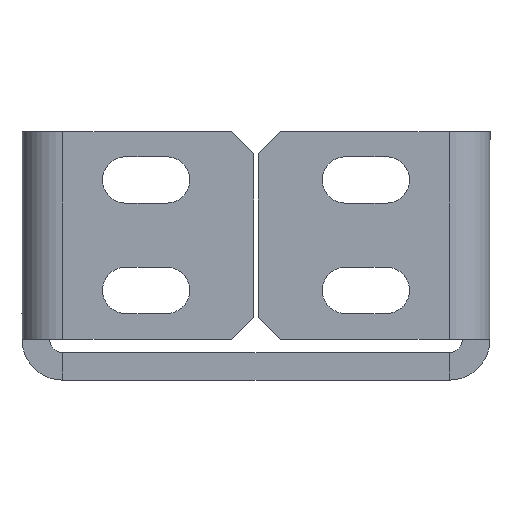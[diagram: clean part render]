
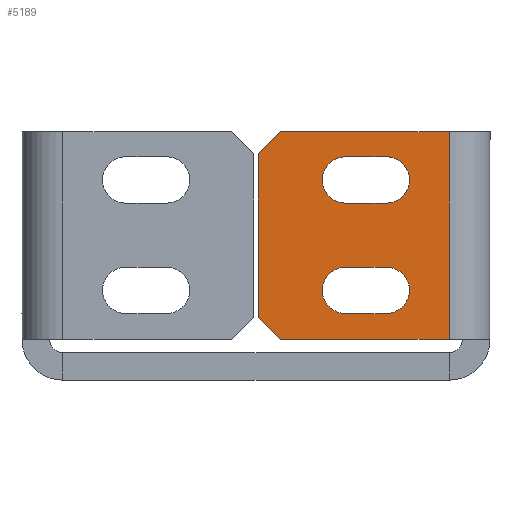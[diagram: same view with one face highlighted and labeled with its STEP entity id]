
A CAD part, front view. The second image highlights one B-rep face of the part: STEP entity #5189.
In plain terms, the highlighted planar face has unit normal (0, -1, 0).
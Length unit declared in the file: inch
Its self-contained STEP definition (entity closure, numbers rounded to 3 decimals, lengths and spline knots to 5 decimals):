
#39 = LINE ( 'NONE', #1869, #1000 ) ;
#54 = DIRECTION ( 'NONE',  ( 1., 0., 0. ) ) ;
#68 = DIRECTION ( 'NONE',  ( -1., 0., 0. ) ) ;
#110 = LINE ( 'NONE', #4856, #1058 ) ;
#115 = DIRECTION ( 'NONE',  ( 0., 1., 0. ) ) ;
#149 = DIRECTION ( 'NONE',  ( -1., 0., 0. ) ) ;
#175 = CARTESIAN_POINT ( 'NONE',  ( 0.405, -2.685, 0.7395 ) ) ;
#188 = ORIENTED_EDGE ( 'NONE', *, *, #5297, .T. ) ;
#217 = DIRECTION ( 'NONE',  ( -1., 0., 0. ) ) ;
#278 = LINE ( 'NONE', #2123, #2944 ) ;
#302 = ORIENTED_EDGE ( 'NONE', *, *, #3369, .T. ) ;
#324 = DIRECTION ( 'NONE',  ( 0., 0., -1. ) ) ;
#372 = CARTESIAN_POINT ( 'NONE',  ( 0.59, -2.685, 0.2395 ) ) ;
#377 = CARTESIAN_POINT ( 'NONE',  ( 0.59, -2.685, 0.3445 ) ) ;
#414 = ORIENTED_EDGE ( 'NONE', *, *, #4304, .T. ) ;
#446 = FACE_BOUND ( 'NONE', #3740, .T. ) ;
#487 = EDGE_LOOP ( 'NONE', ( #1813, #1327, #302, #1657, #2239, #414 ) ) ;
#488 = CARTESIAN_POINT ( 'NONE',  ( 0.01, -2.685, 0.9625 ) ) ;
#491 = EDGE_CURVE ( 'NONE', #813, #4487, #884, .T. ) ;
#499 = VERTEX_POINT ( 'NONE', #2505 ) ;
#533 = DIRECTION ( 'NONE',  ( -1., 0., 0. ) ) ;
#545 = CARTESIAN_POINT ( 'NONE',  ( 0.01, -2.685, 0.2225 ) ) ;
#652 = LINE ( 'NONE', #2477, #4984 ) ;
#669 = CARTESIAN_POINT ( 'NONE',  ( 0.59, -2.685, 0.9495 ) ) ;
#786 = DIRECTION ( 'NONE',  ( -1., 0., 0. ) ) ;
#813 = VERTEX_POINT ( 'NONE', #1193 ) ;
#825 = CARTESIAN_POINT ( 'NONE',  ( 0.11, -2.685, 0.1225 ) ) ;
#861 = EDGE_CURVE ( 'NONE', #499, #4743, #2008, .T. ) ;
#884 = LINE ( 'NONE', #4211, #4998 ) ;
#905 = CARTESIAN_POINT ( 'NONE',  ( 0.59, -2.685, 0.4495 ) ) ;
#907 = EDGE_CURVE ( 'NONE', #2819, #3381, #3529, .T. ) ;
#934 = AXIS2_PLACEMENT_3D ( 'NONE', #2109, #2003, #1670 ) ;
#980 = CARTESIAN_POINT ( 'NONE',  ( 0.405, -2.685, 0.9495 ) ) ;
#1000 = VECTOR ( 'NONE', #4158, 39.37008 ) ;
#1048 = CARTESIAN_POINT ( 'NONE',  ( 0.405, -2.685, 0.7395 ) ) ;
#1058 = VECTOR ( 'NONE', #3441, 39.37008 ) ;
#1097 = AXIS2_PLACEMENT_3D ( 'NONE', #3324, #3358, #68 ) ;
#1098 = DIRECTION ( 'NONE',  ( -1., 0., 0. ) ) ;
#1193 = CARTESIAN_POINT ( 'NONE',  ( 0.875, -2.685, 1.0625 ) ) ;
#1225 = VECTOR ( 'NONE', #2488, 39.37008 ) ;
#1264 = EDGE_CURVE ( 'NONE', #3597, #4189, #3347, .T. ) ;
#1296 = AXIS2_PLACEMENT_3D ( 'NONE', #2785, #2229, #5162 ) ;
#1317 = VERTEX_POINT ( 'NONE', #5233 ) ;
#1326 = CIRCLE ( 'NONE', #3322, 0.105 ) ;
#1327 = ORIENTED_EDGE ( 'NONE', *, *, #1953, .T. ) ;
#1362 = ORIENTED_EDGE ( 'NONE', *, *, #3487, .T. ) ;
#1506 = ORIENTED_EDGE ( 'NONE', *, *, #4029, .T. ) ;
#1511 = ORIENTED_EDGE ( 'NONE', *, *, #861, .T. ) ;
#1649 = ORIENTED_EDGE ( 'NONE', *, *, #1808, .T. ) ;
#1657 = ORIENTED_EDGE ( 'NONE', *, *, #4692, .F. ) ;
#1669 = LINE ( 'NONE', #4004, #4794 ) ;
#1670 = DIRECTION ( 'NONE',  ( -1., 0., 0. ) ) ;
#1677 = AXIS2_PLACEMENT_3D ( 'NONE', #3584, #3991, #5261 ) ;
#1808 = EDGE_CURVE ( 'NONE', #3725, #2819, #3802, .T. ) ;
#1813 = ORIENTED_EDGE ( 'NONE', *, *, #5096, .T. ) ;
#1817 = EDGE_CURVE ( 'NONE', #4743, #1317, #4440, .T. ) ;
#1822 = EDGE_CURVE ( 'NONE', #3381, #3940, #278, .T. ) ;
#1869 = CARTESIAN_POINT ( 'NONE',  ( 0.01, -2.685, 0.9625 ) ) ;
#1870 = CIRCLE ( 'NONE', #1677, 0.105 ) ;
#1902 = AXIS2_PLACEMENT_3D ( 'NONE', #2833, #3111, #1098 ) ;
#1953 = EDGE_CURVE ( 'NONE', #1972, #2127, #4006, .T. ) ;
#1972 = VERTEX_POINT ( 'NONE', #545 ) ;
#2003 = DIRECTION ( 'NONE',  ( 0., 1., 0. ) ) ;
#2008 = LINE ( 'NONE', #1048, #5268 ) ;
#2030 = DIRECTION ( 'NONE',  ( -1., 0., 0. ) ) ;
#2087 = DIRECTION ( 'NONE',  ( 0., 1., 0. ) ) ;
#2109 = CARTESIAN_POINT ( 'NONE',  ( 0.405, -2.685, 0.3445 ) ) ;
#2123 = CARTESIAN_POINT ( 'NONE',  ( 0.405, -2.685, 0.2395 ) ) ;
#2127 = VERTEX_POINT ( 'NONE', #825 ) ;
#2229 = DIRECTION ( 'NONE',  ( 0., 1., 0. ) ) ;
#2239 = ORIENTED_EDGE ( 'NONE', *, *, #491, .T. ) ;
#2385 = FACE_BOUND ( 'NONE', #5074, .T. ) ;
#2477 = CARTESIAN_POINT ( 'NONE',  ( 0.875, -2.685, 0.1225 ) ) ;
#2488 = DIRECTION ( 'NONE',  ( 0.707, 0., -0.707 ) ) ;
#2505 = CARTESIAN_POINT ( 'NONE',  ( 0.59, -2.685, 0.7395 ) ) ;
#2575 = VERTEX_POINT ( 'NONE', #3562 ) ;
#2621 = PLANE ( 'NONE',  #1097 ) ;
#2642 = DIRECTION ( 'NONE',  ( 1., 0., 0. ) ) ;
#2774 = FACE_OUTER_BOUND ( 'NONE', #487, .T. ) ;
#2785 = CARTESIAN_POINT ( 'NONE',  ( 0.405, -2.685, 0.8445 ) ) ;
#2819 = VERTEX_POINT ( 'NONE', #905 ) ;
#2833 = CARTESIAN_POINT ( 'NONE',  ( 0.59, -2.685, 0.8445 ) ) ;
#2871 = CARTESIAN_POINT ( 'NONE',  ( 0.405, -2.685, 0.9495 ) ) ;
#2940 = VERTEX_POINT ( 'NONE', #5329 ) ;
#2944 = VECTOR ( 'NONE', #2030, 39.37008 ) ;
#2970 = ORIENTED_EDGE ( 'NONE', *, *, #1264, .T. ) ;
#3006 = ORIENTED_EDGE ( 'NONE', *, *, #1822, .T. ) ;
#3054 = CIRCLE ( 'NONE', #1902, 0.105 ) ;
#3109 = CARTESIAN_POINT ( 'NONE',  ( 0.405, -2.685, 0.4495 ) ) ;
#3111 = DIRECTION ( 'NONE',  ( 0., 1., 0. ) ) ;
#3235 = CARTESIAN_POINT ( 'NONE',  ( 0.11, -2.685, 1.0625 ) ) ;
#3322 = AXIS2_PLACEMENT_3D ( 'NONE', #4854, #115, #786 ) ;
#3324 = CARTESIAN_POINT ( 'NONE',  ( 0., -2.685, 0. ) ) ;
#3347 = LINE ( 'NONE', #980, #3939 ) ;
#3358 = DIRECTION ( 'NONE',  ( 0., 1., 0. ) ) ;
#3369 = EDGE_CURVE ( 'NONE', #2127, #2940, #1669, .T. ) ;
#3381 = VERTEX_POINT ( 'NONE', #372 ) ;
#3441 = DIRECTION ( 'NONE',  ( 0., 0., -1. ) ) ;
#3451 = CARTESIAN_POINT ( 'NONE',  ( 0.405, -2.685, 0.2395 ) ) ;
#3487 = EDGE_CURVE ( 'NONE', #3940, #2575, #4043, .T. ) ;
#3529 = CIRCLE ( 'NONE', #4949, 0.105 ) ;
#3557 = ORIENTED_EDGE ( 'NONE', *, *, #1817, .T. ) ;
#3562 = CARTESIAN_POINT ( 'NONE',  ( 0.3, -2.685, 0.3445 ) ) ;
#3584 = CARTESIAN_POINT ( 'NONE',  ( 0.405, -2.685, 0.8445 ) ) ;
#3597 = VERTEX_POINT ( 'NONE', #2871 ) ;
#3662 = VERTEX_POINT ( 'NONE', #488 ) ;
#3725 = VERTEX_POINT ( 'NONE', #4017 ) ;
#3740 = EDGE_LOOP ( 'NONE', ( #3006, #1362, #4422, #1649, #3869 ) ) ;
#3802 = LINE ( 'NONE', #3109, #4805 ) ;
#3843 = DIRECTION ( 'NONE',  ( 1., 0., 0. ) ) ;
#3862 = EDGE_CURVE ( 'NONE', #2575, #3725, #1326, .T. ) ;
#3869 = ORIENTED_EDGE ( 'NONE', *, *, #907, .T. ) ;
#3939 = VECTOR ( 'NONE', #2642, 39.37008 ) ;
#3940 = VERTEX_POINT ( 'NONE', #3451 ) ;
#3991 = DIRECTION ( 'NONE',  ( 0., 1., 0. ) ) ;
#4004 = CARTESIAN_POINT ( 'NONE',  ( 0., -2.685, 0.1225 ) ) ;
#4006 = LINE ( 'NONE', #4184, #1225 ) ;
#4017 = CARTESIAN_POINT ( 'NONE',  ( 0.405, -2.685, 0.4495 ) ) ;
#4029 = EDGE_CURVE ( 'NONE', #4189, #499, #3054, .T. ) ;
#4043 = CIRCLE ( 'NONE', #934, 0.105 ) ;
#4158 = DIRECTION ( 'NONE',  ( -0.707, 0., -0.707 ) ) ;
#4184 = CARTESIAN_POINT ( 'NONE',  ( 0.11, -2.685, 0.1225 ) ) ;
#4189 = VERTEX_POINT ( 'NONE', #669 ) ;
#4211 = CARTESIAN_POINT ( 'NONE',  ( 0., -2.685, 1.0625 ) ) ;
#4304 = EDGE_CURVE ( 'NONE', #4487, #3662, #39, .T. ) ;
#4422 = ORIENTED_EDGE ( 'NONE', *, *, #3862, .T. ) ;
#4440 = CIRCLE ( 'NONE', #1296, 0.105 ) ;
#4487 = VERTEX_POINT ( 'NONE', #3235 ) ;
#4692 = EDGE_CURVE ( 'NONE', #813, #2940, #652, .T. ) ;
#4743 = VERTEX_POINT ( 'NONE', #175 ) ;
#4794 = VECTOR ( 'NONE', #54, 39.37008 ) ;
#4805 = VECTOR ( 'NONE', #3843, 39.37008 ) ;
#4854 = CARTESIAN_POINT ( 'NONE',  ( 0.405, -2.685, 0.3445 ) ) ;
#4856 = CARTESIAN_POINT ( 'NONE',  ( 0.01, -2.685, 0. ) ) ;
#4949 = AXIS2_PLACEMENT_3D ( 'NONE', #377, #2087, #217 ) ;
#4984 = VECTOR ( 'NONE', #324, 39.37008 ) ;
#4998 = VECTOR ( 'NONE', #533, 39.37008 ) ;
#5074 = EDGE_LOOP ( 'NONE', ( #1511, #3557, #188, #2970, #1506 ) ) ;
#5096 = EDGE_CURVE ( 'NONE', #3662, #1972, #110, .T. ) ;
#5162 = DIRECTION ( 'NONE',  ( -1., 0., 0. ) ) ;
#5189 = ADVANCED_FACE ( 'NONE', ( #2385, #446, #2774 ), #2621, .F. ) ;
#5233 = CARTESIAN_POINT ( 'NONE',  ( 0.3, -2.685, 0.8445 ) ) ;
#5261 = DIRECTION ( 'NONE',  ( -1., 0., 0. ) ) ;
#5268 = VECTOR ( 'NONE', #149, 39.37008 ) ;
#5297 = EDGE_CURVE ( 'NONE', #1317, #3597, #1870, .T. ) ;
#5329 = CARTESIAN_POINT ( 'NONE',  ( 0.875, -2.685, 0.1225 ) ) ;
